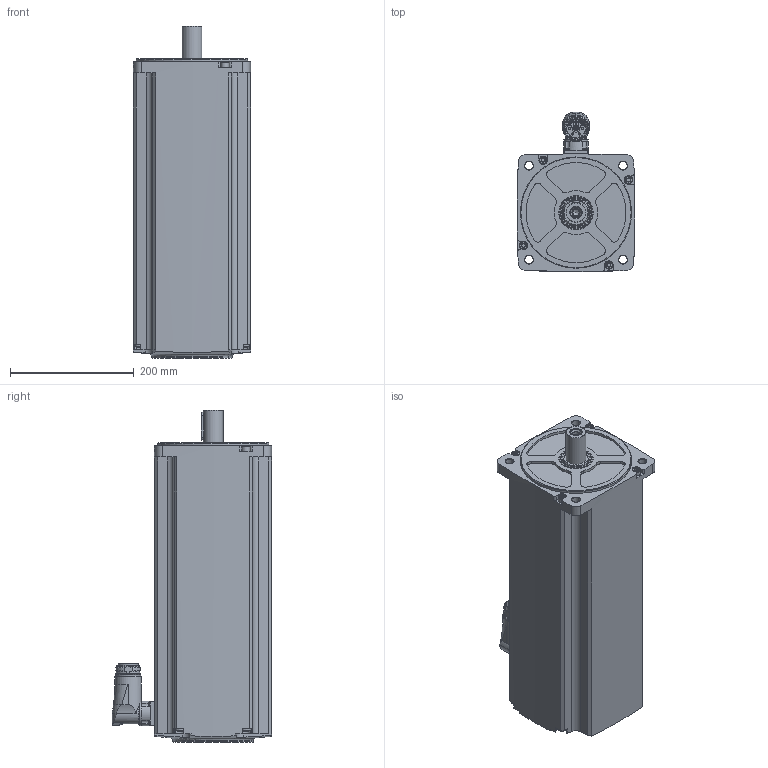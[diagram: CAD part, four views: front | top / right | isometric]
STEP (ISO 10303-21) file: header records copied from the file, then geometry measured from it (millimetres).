
FILE_DESCRIPTION(/* description */ ('STEP AP214'),/* implementation_level */ '2;1');
FILE_NAME(/* name */ '8148413_EMMT-AS-190-LKR-HT-R3MYB',/* time_stamp */ '2024-08-28T02:24:07+02:00',/* author */ ('License CC BY-ND 4.0'),/* organization */ ('CADENAS'),/* preprocessor_version */ 'ST-DEVELOPER v19.3',/* originating_system */ 'PARTsolutions',/* authorisation */ ' ');
FILE_SCHEMA (('AUTOMOTIVE_DESIGN {1 0 10303 214 3 1 1}'));
Length unit declared in the file: millimetre
Products named in the file (3): 8148413 EMMT-AS-190-LKR-HT-R3MYB---(high); 8148413 EMMT-AS-190-LK-R3B---(high_h); 8154299 EASS-RS-T-A-4P-40-55-B7
Assembly tree (2 placements, depth 2):
  8148413 EMMT-AS-190-LKR-HT-R3MYB---(high)
    8148413 EMMT-AS-190-LK-R3B---(high_h)
    8154299 EASS-RS-T-A-4P-40-55-B7
Bounding box: 190 x 258.3 x 537 mm (x, y, z)
Volume: 15505167.7 mm3; surface area: 455878.5 mm2
Topology: 2 solids, 2 shells, 578 faces, 1464 edges, 947 vertices
Faces by surface type: cylinder 311, plane 175, torus 47, cone 45
Full cylindrical faces by diameter (mm): 0.63 x6, 0.99 x4, 2 x4, 3.6 x5, 4 x4, 5.2 x1, 6.647 x2, 7.06 x1, 8 x4, 10.106 x1, 13 x5, 13.5 x4, 30.85 x1, 32 x1, 32.725 x1, 39.8 x1, 40 x2, 40.3 x2, 42.8 x1, 47 x1, 52 x1, 53.44 x1, 55 x3, 130.68 x1, 180 x1
Entity records: 17117 total; most frequent: CARTESIAN_POINT 3581, DIRECTION 2942, ORIENTED_EDGE 2584, EDGE_CURVE 1292, AXIS2_PLACEMENT_3D 1230, VERTEX_POINT 914, FACE_BOUND 784, EDGE_LOOP 783
